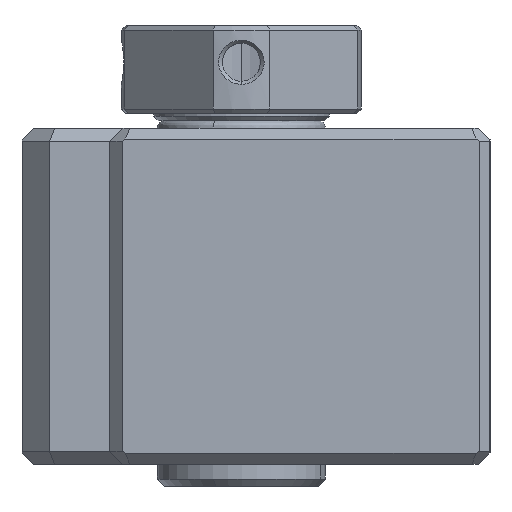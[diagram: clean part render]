
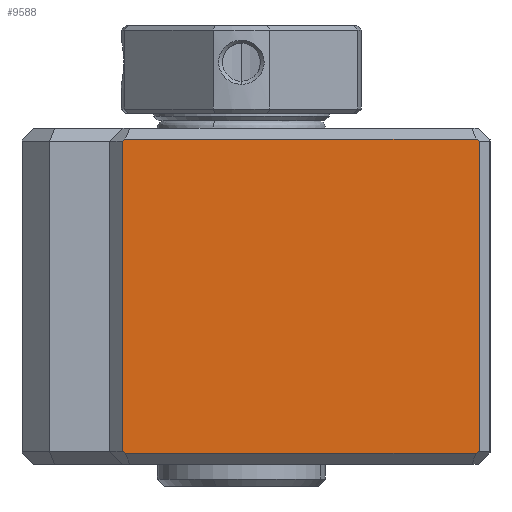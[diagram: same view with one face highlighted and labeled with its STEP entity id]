
A CAD part, left-side view. The second image highlights one B-rep face of the part: STEP entity #9588.
In plain terms, the highlighted planar face has unit normal (-1, 0, 0).
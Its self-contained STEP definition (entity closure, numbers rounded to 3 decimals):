
#1064 = EDGE_LOOP ( 'NONE', ( #2062, #2063, #2064, #2065, #2066, #2067, #2068, #2069 ) ) ;
#2062 = ORIENTED_EDGE ( 'NONE', *, *, #11162, .T. ) ;
#2063 = ORIENTED_EDGE ( 'NONE', *, *, #11144, .T. ) ;
#2064 = ORIENTED_EDGE ( 'NONE', *, *, #11146, .T. ) ;
#2065 = ORIENTED_EDGE ( 'NONE', *, *, #11194, .T. ) ;
#2066 = ORIENTED_EDGE ( 'NONE', *, *, #11196, .T. ) ;
#2067 = ORIENTED_EDGE ( 'NONE', *, *, #11188, .T. ) ;
#2068 = ORIENTED_EDGE ( 'NONE', *, *, #11193, .T. ) ;
#2069 = ORIENTED_EDGE ( 'NONE', *, *, #11191, .T. ) ;
#2340 = VERTEX_POINT ( 'NONE', #5691 ) ;
#2341 = VERTEX_POINT ( 'NONE', #5692 ) ;
#2359 = VERTEX_POINT ( 'NONE', #5710 ) ;
#2374 = VERTEX_POINT ( 'NONE', #5725 ) ;
#2388 = VERTEX_POINT ( 'NONE', #5739 ) ;
#2394 = VERTEX_POINT ( 'NONE', #5745 ) ;
#2401 = VERTEX_POINT ( 'NONE', #5752 ) ;
#2424 = VERTEX_POINT ( 'NONE', #5775 ) ;
#4129 = FACE_OUTER_BOUND ( 'NONE', #1064, .T. ) ;
#5691 = CARTESIAN_POINT ( 'NONE',  ( -26., 25.27, 10.6 ) ) ;
#5692 = CARTESIAN_POINT ( 'NONE',  ( -26., 25.058, 10.75 ) ) ;
#5710 = CARTESIAN_POINT ( 'NONE',  ( -26., 0.85, 10.6 ) ) ;
#5725 = CARTESIAN_POINT ( 'NONE',  ( -26., 1.062, -10.75 ) ) ;
#5739 = CARTESIAN_POINT ( 'NONE',  ( -26., 25.058, -10.75 ) ) ;
#5745 = CARTESIAN_POINT ( 'NONE',  ( -26., 1.062, 10.75 ) ) ;
#5752 = CARTESIAN_POINT ( 'NONE',  ( -26., 0.85, -10.6 ) ) ;
#5775 = CARTESIAN_POINT ( 'NONE',  ( -26., 25.27, -10.6 ) ) ;
#5964 = AXIS2_PLACEMENT_3D ( 'NONE', #8007, #8013, #8014 ) ;
#8004 = PLANE ( 'NONE',  #5964 ) ;
#8007 = CARTESIAN_POINT ( 'NONE',  ( -26., 0.12, -31.7 ) ) ;
#8013 = DIRECTION ( 'NONE',  ( -1., 0., 0. ) ) ;
#8014 = DIRECTION ( 'NONE',  ( 0., 0., 1. ) ) ;
#9143 = LINE ( 'NONE', #9900, #9148 ) ;
#9148 = VECTOR ( 'NONE', #9904, 1000. ) ;
#9152 = LINE ( 'NONE', #9907, #9153 ) ;
#9153 = VECTOR ( 'NONE', #9908, 1000. ) ;
#9181 = LINE ( 'NONE', #9942, #9182 ) ;
#9182 = VECTOR ( 'NONE', #9943, 1000. ) ;
#9207 = LINE ( 'NONE', #10001, #9235 ) ;
#9230 = LINE ( 'NONE', #9997, #9231 ) ;
#9231 = VECTOR ( 'NONE', #9998, 1000. ) ;
#9232 = LINE ( 'NONE', #10003, #9245 ) ;
#9235 = VECTOR ( 'NONE', #10004, 1000. ) ;
#9239 = LINE ( 'NONE', #10008, #9240 ) ;
#9240 = VECTOR ( 'NONE', #10009, 1000. ) ;
#9241 = LINE ( 'NONE', #10010, #9242 ) ;
#9242 = VECTOR ( 'NONE', #10011, 1000. ) ;
#9245 = VECTOR ( 'NONE', #10015, 1000. ) ;
#9588 = ADVANCED_FACE ( 'NONE', ( #4129 ), #8004, .T. ) ;
#9900 = CARTESIAN_POINT ( 'NONE',  ( -26., 0.12, 10.75 ) ) ;
#9904 = DIRECTION ( 'NONE',  ( 0., 1., 0. ) ) ;
#9907 = CARTESIAN_POINT ( 'NONE',  ( -26., 25.058, 10.75 ) ) ;
#9908 = DIRECTION ( 'NONE',  ( 0., 0.816, -0.577 ) ) ;
#9942 = CARTESIAN_POINT ( 'NONE',  ( -26., 0.85, 10.6 ) ) ;
#9943 = DIRECTION ( 'NONE',  ( 0., 0.816, 0.577 ) ) ;
#9997 = CARTESIAN_POINT ( 'NONE',  ( -26., 26.12, -10.75 ) ) ;
#9998 = DIRECTION ( 'NONE',  ( 0., -1., 0. ) ) ;
#10001 = CARTESIAN_POINT ( 'NONE',  ( -26., 0.85, -31.7 ) ) ;
#10003 = CARTESIAN_POINT ( 'NONE',  ( -26., 15.854, -17.258 ) ) ;
#10004 = DIRECTION ( 'NONE',  ( 0., 0., 1. ) ) ;
#10008 = CARTESIAN_POINT ( 'NONE',  ( -26., 1.559, -11.102 ) ) ;
#10009 = DIRECTION ( 'NONE',  ( 0., -0.816, 0.577 ) ) ;
#10010 = CARTESIAN_POINT ( 'NONE',  ( -26., 25.27, -31.7 ) ) ;
#10011 = DIRECTION ( 'NONE',  ( 0., 0., -1. ) ) ;
#10015 = DIRECTION ( 'NONE',  ( 0., -0.816, -0.577 ) ) ;
#11144 = EDGE_CURVE ( 'NONE', #2394, #2341, #9143, .T. ) ;
#11146 = EDGE_CURVE ( 'NONE', #2341, #2340, #9152, .T. ) ;
#11162 = EDGE_CURVE ( 'NONE', #2359, #2394, #9181, .T. ) ;
#11188 = EDGE_CURVE ( 'NONE', #2388, #2374, #9230, .T. ) ;
#11191 = EDGE_CURVE ( 'NONE', #2401, #2359, #9207, .T. ) ;
#11193 = EDGE_CURVE ( 'NONE', #2374, #2401, #9239, .T. ) ;
#11194 = EDGE_CURVE ( 'NONE', #2340, #2424, #9241, .T. ) ;
#11196 = EDGE_CURVE ( 'NONE', #2424, #2388, #9232, .T. ) ;
